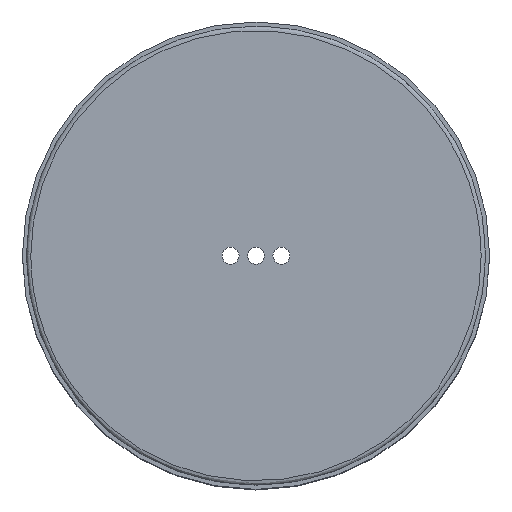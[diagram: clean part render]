
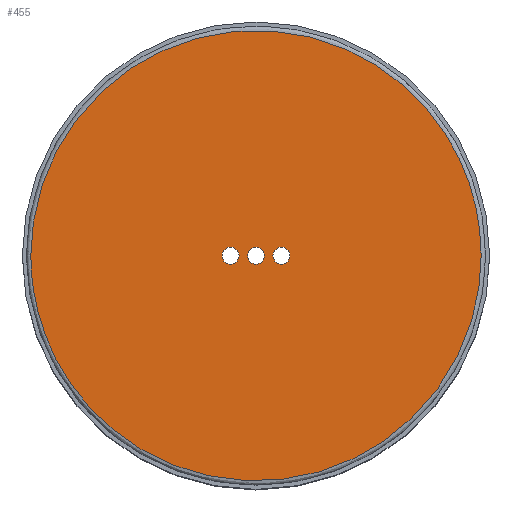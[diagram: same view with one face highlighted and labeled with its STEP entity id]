
A CAD part, top view. The second image highlights one B-rep face of the part: STEP entity #455.
In plain terms, the highlighted planar face has unit normal (0, 0, 1).
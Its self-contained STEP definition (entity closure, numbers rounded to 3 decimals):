
#4 = DIRECTION ( 'NONE',  ( -1., 0., 0. ) ) ;
#5 = VERTEX_POINT ( 'NONE', #496 ) ;
#22 = AXIS2_PLACEMENT_3D ( 'NONE', #73, #570, #4 ) ;
#56 = FACE_BOUND ( 'NONE', #670, .T. ) ;
#73 = CARTESIAN_POINT ( 'NONE',  ( 3., 0., 18. ) ) ;
#76 = AXIS2_PLACEMENT_3D ( 'NONE', #541, #418, #165 ) ;
#83 = ORIENTED_EDGE ( 'NONE', *, *, #250, .T. ) ;
#88 = CARTESIAN_POINT ( 'NONE',  ( -3., 0., 18. ) ) ;
#94 = ORIENTED_EDGE ( 'NONE', *, *, #818, .F. ) ;
#129 = PLANE ( 'NONE',  #266 ) ;
#144 = ORIENTED_EDGE ( 'NONE', *, *, #574, .T. ) ;
#151 = EDGE_LOOP ( 'NONE', ( #704 ) ) ;
#158 = CIRCLE ( 'NONE', #76, 1. ) ;
#165 = DIRECTION ( 'NONE',  ( -1., 0., 0. ) ) ;
#180 = CARTESIAN_POINT ( 'NONE',  ( -26.5, 0., 18. ) ) ;
#239 = AXIS2_PLACEMENT_3D ( 'NONE', #88, #646, #649 ) ;
#243 = EDGE_LOOP ( 'NONE', ( #83 ) ) ;
#248 =( BOUNDED_CURVE ( )  B_SPLINE_CURVE ( 3, ( #763, #315, #379, #180, #506, #765, #259 ),
 .UNSPECIFIED., .T., .F. ) 
 B_SPLINE_CURVE_WITH_KNOTS ( ( 4, 3, 4 ),
 ( 0., 0.5, 1. ),
 .UNSPECIFIED. ) 
 CURVE ( )  GEOMETRIC_REPRESENTATION_ITEM ( )  RATIONAL_B_SPLINE_CURVE ( ( 1., 0.333, 0.333, 1., 0.333, 0.333, 1. ) ) 
 REPRESENTATION_ITEM ( '' )  );
#250 = EDGE_CURVE ( 'NONE', #394, #394, #571, .T. ) ;
#259 = CARTESIAN_POINT ( 'NONE',  ( 26.5, 0., 18. ) ) ;
#260 = EDGE_LOOP ( 'NONE', ( #94 ) ) ;
#266 = AXIS2_PLACEMENT_3D ( 'NONE', #776, #630, #510 ) ;
#268 = VERTEX_POINT ( 'NONE', #274 ) ;
#274 = CARTESIAN_POINT ( 'NONE',  ( 26.5, 0., 18. ) ) ;
#315 = CARTESIAN_POINT ( 'NONE',  ( 26.5, -53., 18. ) ) ;
#318 = CARTESIAN_POINT ( 'NONE',  ( -1., 0., 18. ) ) ;
#323 = CIRCLE ( 'NONE', #22, 1. ) ;
#379 = CARTESIAN_POINT ( 'NONE',  ( -26.5, -53., 18. ) ) ;
#394 = VERTEX_POINT ( 'NONE', #754 ) ;
#417 = EDGE_CURVE ( 'NONE', #5, #5, #323, .T. ) ;
#418 = DIRECTION ( 'NONE',  ( 0., 0., -1. ) ) ;
#455 = ADVANCED_FACE ( 'NONE', ( #680, #56, #713, #553 ), #129, .T. ) ;
#496 = CARTESIAN_POINT ( 'NONE',  ( 2., 0., 18. ) ) ;
#506 = CARTESIAN_POINT ( 'NONE',  ( -26.5, 53., 18. ) ) ;
#510 = DIRECTION ( 'NONE',  ( 1., 0., 0. ) ) ;
#541 = CARTESIAN_POINT ( 'NONE',  ( 0., 0., 18. ) ) ;
#553 = FACE_BOUND ( 'NONE', #151, .T. ) ;
#570 = DIRECTION ( 'NONE',  ( 0., 0., -1. ) ) ;
#571 = CIRCLE ( 'NONE', #239, 1. ) ;
#574 = EDGE_CURVE ( 'NONE', #799, #799, #158, .T. ) ;
#630 = DIRECTION ( 'NONE',  ( 0., 0., 1. ) ) ;
#646 = DIRECTION ( 'NONE',  ( 0., 0., -1. ) ) ;
#649 = DIRECTION ( 'NONE',  ( -1., 0., 0. ) ) ;
#670 = EDGE_LOOP ( 'NONE', ( #144 ) ) ;
#680 = FACE_OUTER_BOUND ( 'NONE', #260, .T. ) ;
#704 = ORIENTED_EDGE ( 'NONE', *, *, #417, .T. ) ;
#713 = FACE_BOUND ( 'NONE', #243, .T. ) ;
#754 = CARTESIAN_POINT ( 'NONE',  ( -4., 0., 18. ) ) ;
#763 = CARTESIAN_POINT ( 'NONE',  ( 26.5, 0., 18. ) ) ;
#765 = CARTESIAN_POINT ( 'NONE',  ( 26.5, 53., 18. ) ) ;
#776 = CARTESIAN_POINT ( 'NONE',  ( -27., 0., 18. ) ) ;
#799 = VERTEX_POINT ( 'NONE', #318 ) ;
#818 = EDGE_CURVE ( 'NONE', #268, #268, #248, .T. ) ;
